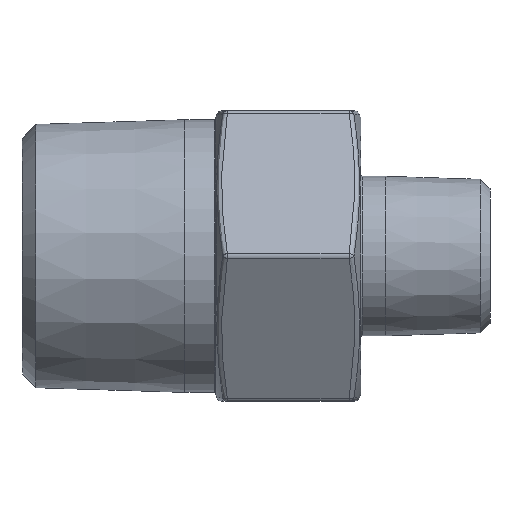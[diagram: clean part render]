
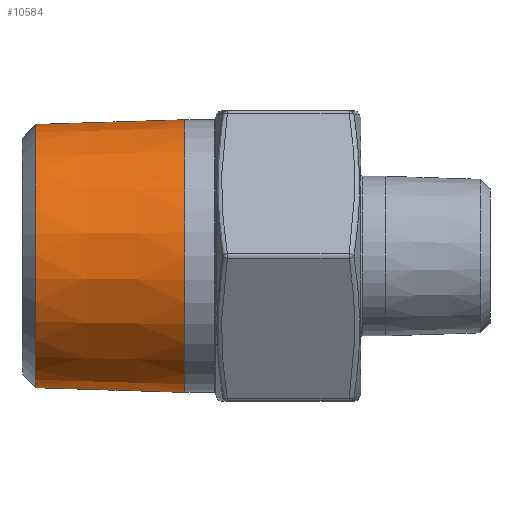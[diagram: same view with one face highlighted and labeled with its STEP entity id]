
A CAD part, front view. The second image highlights one B-rep face of the part: STEP entity #10584.
In plain terms, the highlighted conical face has half-angle 1.79 degrees and reference radius 8.331 mm.
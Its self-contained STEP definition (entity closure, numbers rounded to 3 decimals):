
#1734 = FACE_BOUND ( 'NONE', #5927, .T. ) ;
#1796 = ORIENTED_EDGE ( 'NONE', *, *, #10177, .T. ) ;
#3108 = FACE_OUTER_BOUND ( 'NONE', #11403, .T. ) ;
#3785 = CARTESIAN_POINT ( 'NONE',  ( 10.1, 0., 0. ) ) ;
#4217 = VERTEX_POINT ( 'NONE', #13083 ) ;
#5601 = CARTESIAN_POINT ( 'NONE',  ( 10.1, 0., 8.447 ) ) ;
#5612 = CONICAL_SURFACE ( 'NONE', #14714, 8.331, 0.031 ) ;
#5856 = CIRCLE ( 'NONE', #9208, 8.158 ) ;
#5927 = EDGE_LOOP ( 'NONE', ( #1796 ) ) ;
#6443 = DIRECTION ( 'NONE',  ( 0., 0., 1. ) ) ;
#6677 = CARTESIAN_POINT ( 'NONE',  ( 6.4, 0., 0. ) ) ;
#9208 = AXIS2_PLACEMENT_3D ( 'NONE', #11847, #10529, #15507 ) ;
#9485 = VERTEX_POINT ( 'NONE', #5601 ) ;
#9642 = DIRECTION ( 'NONE',  ( 1., 0., 0. ) ) ;
#10177 = EDGE_CURVE ( 'NONE', #4217, #4217, #5856, .T. ) ;
#10507 = AXIS2_PLACEMENT_3D ( 'NONE', #3785, #12485, #6443 ) ;
#10529 = DIRECTION ( 'NONE',  ( 1., 0., 0. ) ) ;
#10584 = ADVANCED_FACE ( 'NONE', ( #1734, #3108 ), #5612, .T. ) ;
#11403 = EDGE_LOOP ( 'NONE', ( #14670 ) ) ;
#11847 = CARTESIAN_POINT ( 'NONE',  ( 0.86, 0., 0. ) ) ;
#12485 = DIRECTION ( 'NONE',  ( -1., 0., 0. ) ) ;
#13083 = CARTESIAN_POINT ( 'NONE',  ( 0.86, 0., 8.158 ) ) ;
#13663 = CIRCLE ( 'NONE', #10507, 8.447 ) ;
#13920 = EDGE_CURVE ( 'NONE', #9485, #9485, #13663, .T. ) ;
#14627 = DIRECTION ( 'NONE',  ( 0., 0., -1. ) ) ;
#14670 = ORIENTED_EDGE ( 'NONE', *, *, #13920, .T. ) ;
#14714 = AXIS2_PLACEMENT_3D ( 'NONE', #6677, #9642, #14627 ) ;
#15507 = DIRECTION ( 'NONE',  ( 0., 0., 1. ) ) ;
